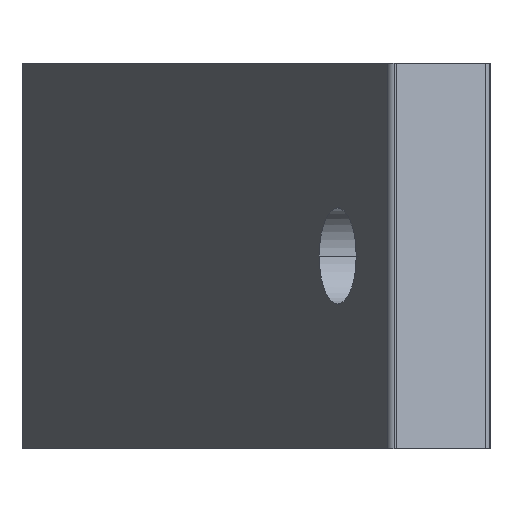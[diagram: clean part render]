
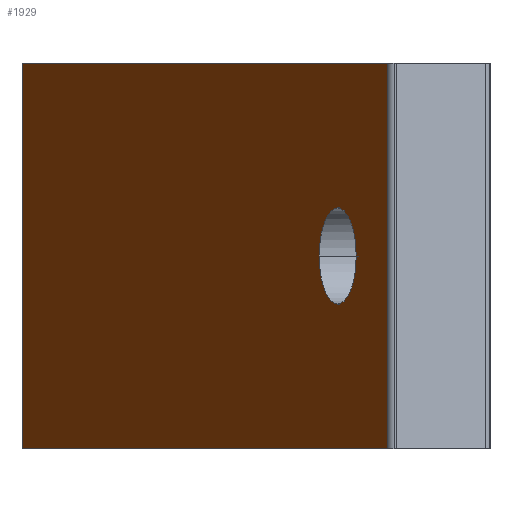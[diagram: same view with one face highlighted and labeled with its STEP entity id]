
A CAD part, left-side view. The second image highlights one B-rep face of the part: STEP entity #1929.
In plain terms, the highlighted planar face has unit normal (-0.383, 0.924, 0).
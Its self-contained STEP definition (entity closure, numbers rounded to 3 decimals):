
#33 = VERTEX_POINT ( 'NONE', #1479 ) ;
#139 = EDGE_LOOP ( 'NONE', ( #1044, #1352, #250, #935 ) ) ;
#185 = FACE_OUTER_BOUND ( 'NONE', #139, .T. ) ;
#193 = CARTESIAN_POINT ( 'NONE',  ( 10457.972, 2598.946, 10. ) ) ;
#195 = LINE ( 'NONE', #193, #963 ) ;
#249 = VECTOR ( 'NONE', #1354, 1000. ) ;
#250 = ORIENTED_EDGE ( 'NONE', *, *, #1132, .T. ) ;
#292 = VECTOR ( 'NONE', #1331, 1000. ) ;
#325 = VERTEX_POINT ( 'NONE', #427 ) ;
#401 = ORIENTED_EDGE ( 'NONE', *, *, #1303, .T. ) ;
#427 = CARTESIAN_POINT ( 'NONE',  ( 10399.421, 2574.693, 0. ) ) ;
#462 = CARTESIAN_POINT ( 'NONE',  ( 10457.972, 2598.946, -14. ) ) ;
#497 = LINE ( 'NONE', #920, #842 ) ;
#505 = EDGE_CURVE ( 'NONE', #1879, #325, #867, .T. ) ;
#539 = ORIENTED_EDGE ( 'NONE', *, *, #505, .T. ) ;
#568 = EDGE_LOOP ( 'NONE', ( #401, #539 ) ) ;
#699 = LINE ( 'NONE', #1036, #292 ) ;
#709 = DIRECTION ( 'NONE',  ( 0.924, 0.383, 0. ) ) ;
#752 = DIRECTION ( 'NONE',  ( 0., 0., -1. ) ) ;
#770 = EDGE_CURVE ( 'NONE', #1033, #1309, #497, .T. ) ;
#815 = CIRCLE ( 'NONE', #1144, 3.5 ) ;
#842 = VECTOR ( 'NONE', #1853, 1000. ) ;
#844 = DIRECTION ( 'NONE',  ( 0.383, -0.924, 0. ) ) ;
#867 = CIRCLE ( 'NONE', #1842, 3.5 ) ;
#895 = EDGE_CURVE ( 'NONE', #969, #33, #1450, .T. ) ;
#920 = CARTESIAN_POINT ( 'NONE',  ( 10393.416, 2572.205, 14. ) ) ;
#935 = ORIENTED_EDGE ( 'NONE', *, *, #770, .F. ) ;
#957 = EDGE_CURVE ( 'NONE', #1033, #969, #195, .T. ) ;
#963 = VECTOR ( 'NONE', #752, 1000. ) ;
#969 = VERTEX_POINT ( 'NONE', #462 ) ;
#992 = CARTESIAN_POINT ( 'NONE',  ( 10393.416, 2572.205, 10. ) ) ;
#997 = FACE_BOUND ( 'NONE', #568, .T. ) ;
#1033 = VERTEX_POINT ( 'NONE', #1650 ) ;
#1036 = CARTESIAN_POINT ( 'NONE',  ( 10393.878, 2572.397, 10. ) ) ;
#1044 = ORIENTED_EDGE ( 'NONE', *, *, #957, .T. ) ;
#1132 = EDGE_CURVE ( 'NONE', #33, #1309, #699, .T. ) ;
#1144 = AXIS2_PLACEMENT_3D ( 'NONE', #1821, #1961, #1932 ) ;
#1303 = EDGE_CURVE ( 'NONE', #325, #1879, #815, .T. ) ;
#1309 = VERTEX_POINT ( 'NONE', #1480 ) ;
#1331 = DIRECTION ( 'NONE',  ( 0., 0., 1. ) ) ;
#1352 = ORIENTED_EDGE ( 'NONE', *, *, #895, .T. ) ;
#1354 = DIRECTION ( 'NONE',  ( -0.924, -0.383, 0. ) ) ;
#1361 = DIRECTION ( 'NONE',  ( 0.924, 0.383, 0. ) ) ;
#1450 = LINE ( 'NONE', #1598, #249 ) ;
#1476 = DIRECTION ( 'NONE',  ( 0.383, -0.924, 0. ) ) ;
#1479 = CARTESIAN_POINT ( 'NONE',  ( 10393.878, 2572.397, -14. ) ) ;
#1480 = CARTESIAN_POINT ( 'NONE',  ( 10393.878, 2572.397, 14. ) ) ;
#1486 = CARTESIAN_POINT ( 'NONE',  ( 10402.654, 2576.032, 0. ) ) ;
#1534 = AXIS2_PLACEMENT_3D ( 'NONE', #992, #844, #709 ) ;
#1597 = CARTESIAN_POINT ( 'NONE',  ( 10405.888, 2577.371, 0. ) ) ;
#1598 = CARTESIAN_POINT ( 'NONE',  ( 10393.416, 2572.205, -14. ) ) ;
#1650 = CARTESIAN_POINT ( 'NONE',  ( 10457.972, 2598.946, 14. ) ) ;
#1748 = PLANE ( 'NONE',  #1534 ) ;
#1821 = CARTESIAN_POINT ( 'NONE',  ( 10402.654, 2576.032, 0. ) ) ;
#1842 = AXIS2_PLACEMENT_3D ( 'NONE', #1486, #1476, #1361 ) ;
#1853 = DIRECTION ( 'NONE',  ( -0.924, -0.383, 0. ) ) ;
#1879 = VERTEX_POINT ( 'NONE', #1597 ) ;
#1929 = ADVANCED_FACE ( 'NONE', ( #997, #185 ), #1748, .F. ) ;
#1932 = DIRECTION ( 'NONE',  ( 0.924, 0.383, 0. ) ) ;
#1961 = DIRECTION ( 'NONE',  ( 0.383, -0.924, 0. ) ) ;
